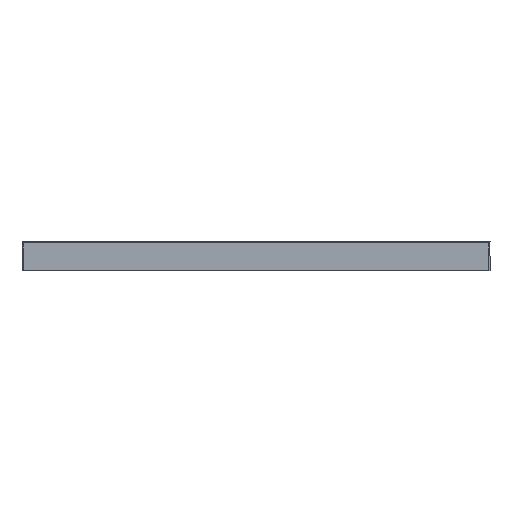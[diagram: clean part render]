
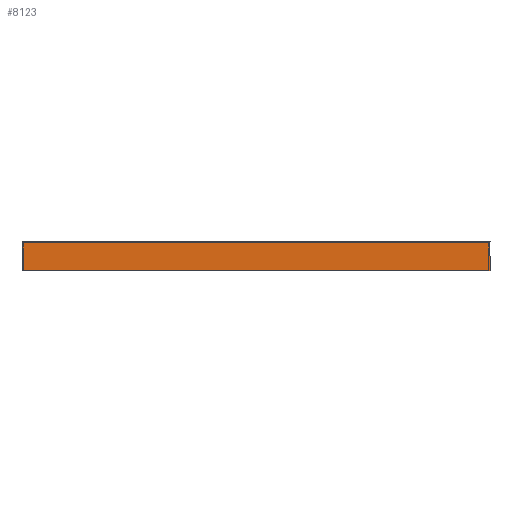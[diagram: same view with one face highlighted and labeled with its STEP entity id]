
A CAD part, left-side view. The second image highlights one B-rep face of the part: STEP entity #8123.
In plain terms, the highlighted planar face has unit normal (-1, 0, 0).
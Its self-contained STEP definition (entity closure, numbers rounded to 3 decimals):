
#3034 = DIRECTION ( 'NONE',  ( 0., -1., 0. ) ) ;
#7266 = CARTESIAN_POINT ( 'NONE',  ( -25., -19.444, 0. ) ) ;
#8123 = ADVANCED_FACE ( 'NONE', ( #46368 ), #88520, .T. ) ;
#9947 = DIRECTION ( 'NONE',  ( -1., 0., 0. ) ) ;
#10841 = CARTESIAN_POINT ( 'NONE',  ( -25., 221.056, 0. ) ) ;
#10880 = VECTOR ( 'NONE', #49300, 1000. ) ;
#12012 = AXIS2_PLACEMENT_3D ( 'NONE', #10841, #9947, #3034 ) ;
#16242 = CARTESIAN_POINT ( 'NONE',  ( -25., 461.556, 0. ) ) ;
#17477 = VERTEX_POINT ( 'NONE', #88656 ) ;
#22542 = ORIENTED_EDGE ( 'NONE', *, *, #41568, .F. ) ;
#23948 = LINE ( 'NONE', #36456, #79608 ) ;
#31020 = ORIENTED_EDGE ( 'NONE', *, *, #35360, .F. ) ;
#34980 = VERTEX_POINT ( 'NONE', #75626 ) ;
#35360 = EDGE_CURVE ( 'NONE', #68073, #43568, #70811, .T. ) ;
#36456 = CARTESIAN_POINT ( 'NONE',  ( -25., 221.056, 0. ) ) ;
#39373 = EDGE_CURVE ( 'NONE', #17477, #34980, #47571, .T. ) ;
#40925 = DIRECTION ( 'NONE',  ( 0., -1., 0. ) ) ;
#41568 = EDGE_CURVE ( 'NONE', #43568, #17477, #88259, .T. ) ;
#42373 = DIRECTION ( 'NONE',  ( 0., -1., 0. ) ) ;
#43568 = VERTEX_POINT ( 'NONE', #47765 ) ;
#46368 = FACE_OUTER_BOUND ( 'NONE', #65653, .T. ) ;
#47571 = LINE ( 'NONE', #7266, #10880 ) ;
#47765 = CARTESIAN_POINT ( 'NONE',  ( -25., 461.556, 30. ) ) ;
#49300 = DIRECTION ( 'NONE',  ( 0., 0., -1. ) ) ;
#54999 = EDGE_CURVE ( 'NONE', #68073, #34980, #23948, .T. ) ;
#65653 = EDGE_LOOP ( 'NONE', ( #69151, #68683, #22542, #31020 ) ) ;
#68073 = VERTEX_POINT ( 'NONE', #74242 ) ;
#68683 = ORIENTED_EDGE ( 'NONE', *, *, #39373, .F. ) ;
#69151 = ORIENTED_EDGE ( 'NONE', *, *, #54999, .T. ) ;
#70811 = LINE ( 'NONE', #16242, #87469 ) ;
#74242 = CARTESIAN_POINT ( 'NONE',  ( -25., 461.556, 0. ) ) ;
#75626 = CARTESIAN_POINT ( 'NONE',  ( -25., -19.444, 0. ) ) ;
#79608 = VECTOR ( 'NONE', #42373, 1000. ) ;
#80842 = DIRECTION ( 'NONE',  ( 0., 0., 1. ) ) ;
#81686 = CARTESIAN_POINT ( 'NONE',  ( -25., 221.056, 30. ) ) ;
#87101 = VECTOR ( 'NONE', #40925, 1000. ) ;
#87469 = VECTOR ( 'NONE', #80842, 1000. ) ;
#88259 = LINE ( 'NONE', #81686, #87101 ) ;
#88520 = PLANE ( 'NONE',  #12012 ) ;
#88656 = CARTESIAN_POINT ( 'NONE',  ( -25., -19.444, 30. ) ) ;
